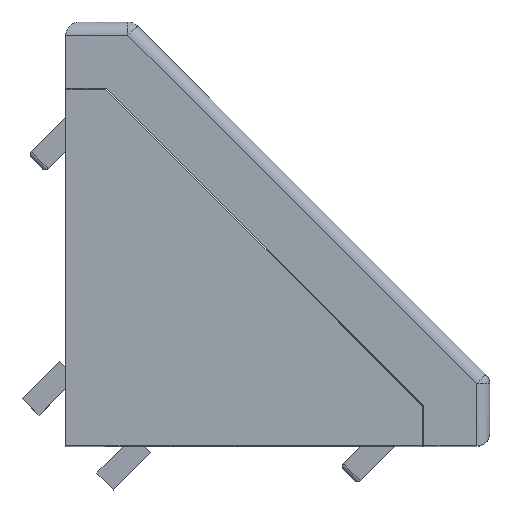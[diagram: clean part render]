
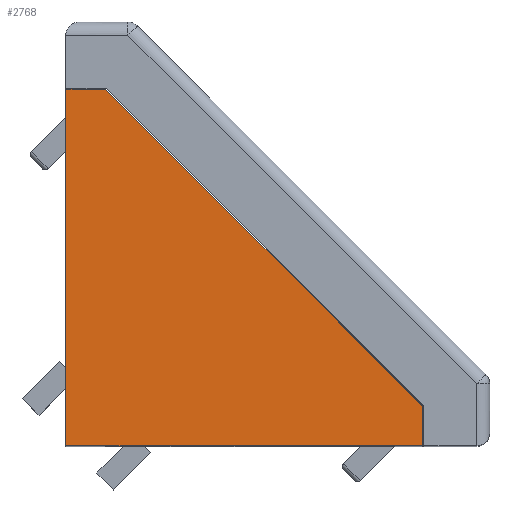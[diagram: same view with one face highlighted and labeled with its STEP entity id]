
A CAD part, top view. The second image highlights one B-rep face of the part: STEP entity #2768.
In plain terms, the highlighted planar face has unit normal (0, 0, 1).
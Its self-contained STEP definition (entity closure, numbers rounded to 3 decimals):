
#113 = CARTESIAN_POINT ( 'NONE',  ( 27., 3., 14. ) ) ;
#138 = EDGE_CURVE ( 'NONE', #2747, #2343, #4196, .T. ) ;
#147 = EDGE_LOOP ( 'NONE', ( #1041, #2478, #4055, #2102, #3792 ) ) ;
#942 = AXIS2_PLACEMENT_3D ( 'NONE', #2269, #3239, #1567 ) ;
#1024 = EDGE_CURVE ( 'NONE', #2806, #3250, #4001, .T. ) ;
#1041 = ORIENTED_EDGE ( 'NONE', *, *, #1024, .T. ) ;
#1279 = CARTESIAN_POINT ( 'NONE',  ( 0., 0., 14. ) ) ;
#1298 = VECTOR ( 'NONE', #3875, 1000. ) ;
#1378 = DIRECTION ( 'NONE',  ( 0., 1., 0. ) ) ;
#1499 = FACE_OUTER_BOUND ( 'NONE', #147, .T. ) ;
#1567 = DIRECTION ( 'NONE',  ( -1., 0., 0. ) ) ;
#1795 = VECTOR ( 'NONE', #2703, 1000. ) ;
#1853 = PLANE ( 'NONE',  #942 ) ;
#2055 = CARTESIAN_POINT ( 'NONE',  ( 0., 27., 14. ) ) ;
#2102 = ORIENTED_EDGE ( 'NONE', *, *, #4351, .T. ) ;
#2192 = VECTOR ( 'NONE', #4302, 1000. ) ;
#2231 = LINE ( 'NONE', #2255, #1298 ) ;
#2255 = CARTESIAN_POINT ( 'NONE',  ( 0., 27., 14. ) ) ;
#2269 = CARTESIAN_POINT ( 'NONE',  ( 0., 0., 14. ) ) ;
#2291 = EDGE_CURVE ( 'NONE', #3250, #2747, #3417, .T. ) ;
#2343 = VERTEX_POINT ( 'NONE', #3437 ) ;
#2478 = ORIENTED_EDGE ( 'NONE', *, *, #2291, .T. ) ;
#2703 = DIRECTION ( 'NONE',  ( 0., -1., 0. ) ) ;
#2747 = VERTEX_POINT ( 'NONE', #4242 ) ;
#2768 = ADVANCED_FACE ( 'NONE', ( #1499 ), #1853, .F. ) ;
#2806 = VERTEX_POINT ( 'NONE', #3943 ) ;
#3008 = LINE ( 'NONE', #1279, #1795 ) ;
#3019 = VECTOR ( 'NONE', #1378, 1000. ) ;
#3239 = DIRECTION ( 'NONE',  ( 0., 0., -1. ) ) ;
#3250 = VERTEX_POINT ( 'NONE', #3646 ) ;
#3417 = LINE ( 'NONE', #113, #3019 ) ;
#3437 = CARTESIAN_POINT ( 'NONE',  ( 3., 27., 14. ) ) ;
#3459 = VECTOR ( 'NONE', #3865, 1000. ) ;
#3536 = CARTESIAN_POINT ( 'NONE',  ( 3., 27., 14. ) ) ;
#3632 = VERTEX_POINT ( 'NONE', #2055 ) ;
#3646 = CARTESIAN_POINT ( 'NONE',  ( 27., 0., 14. ) ) ;
#3792 = ORIENTED_EDGE ( 'NONE', *, *, #4033, .T. ) ;
#3865 = DIRECTION ( 'NONE',  ( -0.707, 0.707, 0. ) ) ;
#3875 = DIRECTION ( 'NONE',  ( -1., 0., 0. ) ) ;
#3943 = CARTESIAN_POINT ( 'NONE',  ( 0., 0., 14. ) ) ;
#3983 = CARTESIAN_POINT ( 'NONE',  ( 27., 0., 14. ) ) ;
#4001 = LINE ( 'NONE', #3983, #2192 ) ;
#4033 = EDGE_CURVE ( 'NONE', #3632, #2806, #3008, .T. ) ;
#4055 = ORIENTED_EDGE ( 'NONE', *, *, #138, .T. ) ;
#4196 = LINE ( 'NONE', #3536, #3459 ) ;
#4242 = CARTESIAN_POINT ( 'NONE',  ( 27., 3., 14. ) ) ;
#4302 = DIRECTION ( 'NONE',  ( 1., 0., 0. ) ) ;
#4351 = EDGE_CURVE ( 'NONE', #2343, #3632, #2231, .T. ) ;
